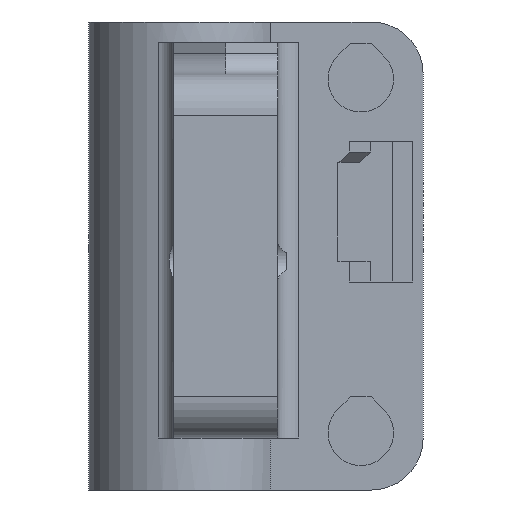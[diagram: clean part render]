
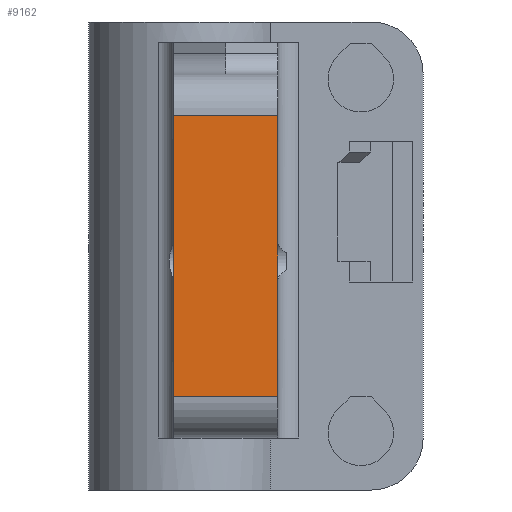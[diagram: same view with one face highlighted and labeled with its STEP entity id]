
A CAD part, left-side view. The second image highlights one B-rep face of the part: STEP entity #9162.
In plain terms, the highlighted planar face has unit normal (-1, 0, 0).
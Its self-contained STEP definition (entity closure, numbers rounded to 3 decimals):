
#2024 = PLANE('',#2025);
#2025 = AXIS2_PLACEMENT_3D('',#2026,#2027,#2028);
#2026 = CARTESIAN_POINT('',(-11.,1.,0.));
#2027 = DIRECTION('',(0.,1.,0.));
#2028 = DIRECTION('',(-0.,-0.,-1.));
#2106 = PLANE('',#2107);
#2107 = AXIS2_PLACEMENT_3D('',#2108,#2109,#2110);
#2108 = CARTESIAN_POINT('',(-5.85,-9.,43.));
#2109 = DIRECTION('',(0.,1.,0.));
#2110 = DIRECTION('',(-0.,-0.,-1.));
#3258 = CYLINDRICAL_SURFACE('',#3259,4.);
#3259 = AXIS2_PLACEMENT_3D('',#3260,#3261,#3262);
#3260 = CARTESIAN_POINT('',(-47.,1.,9.));
#3261 = DIRECTION('',(0.,1.,0.));
#3262 = DIRECTION('',(-1.,0.,0.));
#5996 = VERTEX_POINT('',#5997);
#5997 = CARTESIAN_POINT('',(-51.,-9.,36.));
#6016 = CYLINDRICAL_SURFACE('',#6017,4.);
#6017 = AXIS2_PLACEMENT_3D('',#6018,#6019,#6020);
#6018 = CARTESIAN_POINT('',(-47.,1.,36.));
#6019 = DIRECTION('',(-0.,-1.,-0.));
#6020 = DIRECTION('',(0.,0.,1.));
#6028 = EDGE_CURVE('',#6029,#5996,#6031,.T.);
#6029 = VERTEX_POINT('',#6030);
#6030 = CARTESIAN_POINT('',(-51.,-9.,9.));
#6031 = SURFACE_CURVE('',#6032,(#6036,#6043),.PCURVE_S1.);
#6032 = LINE('',#6033,#6034);
#6033 = CARTESIAN_POINT('',(-51.,-9.,5.));
#6034 = VECTOR('',#6035,1.);
#6035 = DIRECTION('',(0.,0.,1.));
#6036 = PCURVE('',#2106,#6037);
#6037 = DEFINITIONAL_REPRESENTATION('',(#6038),#6042);
#6038 = LINE('',#6039,#6040);
#6039 = CARTESIAN_POINT('',(38.,45.15));
#6040 = VECTOR('',#6041,1.);
#6041 = DIRECTION('',(-1.,0.));
#6042 = ( GEOMETRIC_REPRESENTATION_CONTEXT(2) 
PARAMETRIC_REPRESENTATION_CONTEXT() REPRESENTATION_CONTEXT('2D SPACE',''
  ) );
#6043 = PCURVE('',#6044,#6049);
#6044 = PLANE('',#6045);
#6045 = AXIS2_PLACEMENT_3D('',#6046,#6047,#6048);
#6046 = CARTESIAN_POINT('',(-51.,1.,5.));
#6047 = DIRECTION('',(-1.,-0.,-0.));
#6048 = DIRECTION('',(0.,1.,0.));
#6049 = DEFINITIONAL_REPRESENTATION('',(#6050),#6054);
#6050 = LINE('',#6051,#6052);
#6051 = CARTESIAN_POINT('',(-10.,0.));
#6052 = VECTOR('',#6053,1.);
#6053 = DIRECTION('',(-0.,-1.));
#6054 = ( GEOMETRIC_REPRESENTATION_CONTEXT(2) 
PARAMETRIC_REPRESENTATION_CONTEXT() REPRESENTATION_CONTEXT('2D SPACE',''
  ) );
#7089 = VERTEX_POINT('',#7090);
#7090 = CARTESIAN_POINT('',(-51.,1.,36.));
#7116 = EDGE_CURVE('',#7117,#7089,#7119,.T.);
#7117 = VERTEX_POINT('',#7118);
#7118 = CARTESIAN_POINT('',(-51.,1.,9.));
#7119 = SURFACE_CURVE('',#7120,(#7124,#7131),.PCURVE_S1.);
#7120 = LINE('',#7121,#7122);
#7121 = CARTESIAN_POINT('',(-51.,1.,5.));
#7122 = VECTOR('',#7123,1.);
#7123 = DIRECTION('',(0.,0.,1.));
#7124 = PCURVE('',#2024,#7125);
#7125 = DEFINITIONAL_REPRESENTATION('',(#7126),#7130);
#7126 = LINE('',#7127,#7128);
#7127 = CARTESIAN_POINT('',(-5.,40.));
#7128 = VECTOR('',#7129,1.);
#7129 = DIRECTION('',(-1.,0.));
#7130 = ( GEOMETRIC_REPRESENTATION_CONTEXT(2) 
PARAMETRIC_REPRESENTATION_CONTEXT() REPRESENTATION_CONTEXT('2D SPACE',''
  ) );
#7131 = PCURVE('',#6044,#7132);
#7132 = DEFINITIONAL_REPRESENTATION('',(#7133),#7137);
#7133 = LINE('',#7134,#7135);
#7134 = CARTESIAN_POINT('',(-0.,-0.));
#7135 = VECTOR('',#7136,1.);
#7136 = DIRECTION('',(-0.,-1.));
#7137 = ( GEOMETRIC_REPRESENTATION_CONTEXT(2) 
PARAMETRIC_REPRESENTATION_CONTEXT() REPRESENTATION_CONTEXT('2D SPACE',''
  ) );
#8659 = EDGE_CURVE('',#7117,#6029,#8660,.T.);
#8660 = SURFACE_CURVE('',#8661,(#8665,#8672),.PCURVE_S1.);
#8661 = LINE('',#8662,#8663);
#8662 = CARTESIAN_POINT('',(-51.,1.,9.));
#8663 = VECTOR('',#8664,1.);
#8664 = DIRECTION('',(0.,-1.,0.));
#8665 = PCURVE('',#3258,#8666);
#8666 = DEFINITIONAL_REPRESENTATION('',(#8667),#8671);
#8667 = LINE('',#8668,#8669);
#8668 = CARTESIAN_POINT('',(6.283,0.));
#8669 = VECTOR('',#8670,1.);
#8670 = DIRECTION('',(0.,-1.));
#8671 = ( GEOMETRIC_REPRESENTATION_CONTEXT(2) 
PARAMETRIC_REPRESENTATION_CONTEXT() REPRESENTATION_CONTEXT('2D SPACE',''
  ) );
#8672 = PCURVE('',#6044,#8673);
#8673 = DEFINITIONAL_REPRESENTATION('',(#8674),#8678);
#8674 = LINE('',#8675,#8676);
#8675 = CARTESIAN_POINT('',(0.,-4.));
#8676 = VECTOR('',#8677,1.);
#8677 = DIRECTION('',(-1.,0.));
#8678 = ( GEOMETRIC_REPRESENTATION_CONTEXT(2) 
PARAMETRIC_REPRESENTATION_CONTEXT() REPRESENTATION_CONTEXT('2D SPACE',''
  ) );
#9162 = ADVANCED_FACE('',(#9163),#6044,.T.);
#9163 = FACE_BOUND('',#9164,.F.);
#9164 = EDGE_LOOP('',(#9165,#9166,#9187,#9188));
#9165 = ORIENTED_EDGE('',*,*,#7116,.T.);
#9166 = ORIENTED_EDGE('',*,*,#9167,.T.);
#9167 = EDGE_CURVE('',#7089,#5996,#9168,.T.);
#9168 = SURFACE_CURVE('',#9169,(#9173,#9180),.PCURVE_S1.);
#9169 = LINE('',#9170,#9171);
#9170 = CARTESIAN_POINT('',(-51.,1.,36.));
#9171 = VECTOR('',#9172,1.);
#9172 = DIRECTION('',(-0.,-1.,-0.));
#9173 = PCURVE('',#6044,#9174);
#9174 = DEFINITIONAL_REPRESENTATION('',(#9175),#9179);
#9175 = LINE('',#9176,#9177);
#9176 = CARTESIAN_POINT('',(0.,-31.));
#9177 = VECTOR('',#9178,1.);
#9178 = DIRECTION('',(-1.,0.));
#9179 = ( GEOMETRIC_REPRESENTATION_CONTEXT(2) 
PARAMETRIC_REPRESENTATION_CONTEXT() REPRESENTATION_CONTEXT('2D SPACE',''
  ) );
#9180 = PCURVE('',#6016,#9181);
#9181 = DEFINITIONAL_REPRESENTATION('',(#9182),#9186);
#9182 = LINE('',#9183,#9184);
#9183 = CARTESIAN_POINT('',(1.571,0.));
#9184 = VECTOR('',#9185,1.);
#9185 = DIRECTION('',(0.,1.));
#9186 = ( GEOMETRIC_REPRESENTATION_CONTEXT(2) 
PARAMETRIC_REPRESENTATION_CONTEXT() REPRESENTATION_CONTEXT('2D SPACE',''
  ) );
#9187 = ORIENTED_EDGE('',*,*,#6028,.F.);
#9188 = ORIENTED_EDGE('',*,*,#8659,.F.);
